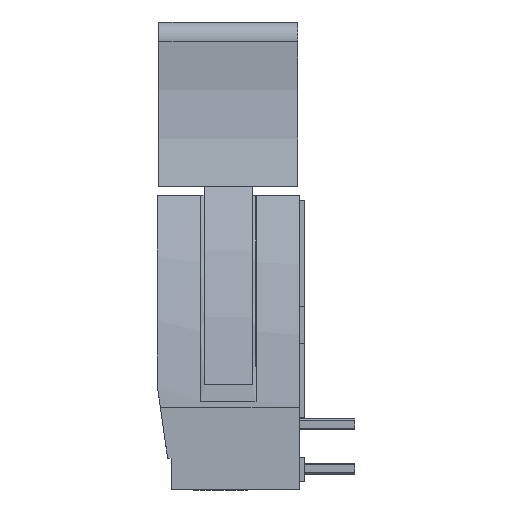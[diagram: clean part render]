
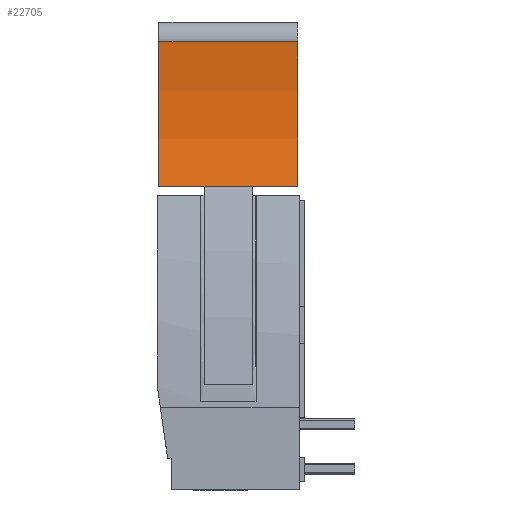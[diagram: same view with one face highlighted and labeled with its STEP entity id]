
A CAD part, left-side view. The second image highlights one B-rep face of the part: STEP entity #22705.
In plain terms, the highlighted cylindrical face has radius 20 mm (diameter 40 mm), a partial arc.
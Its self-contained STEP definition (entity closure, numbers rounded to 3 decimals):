
#1536=FACE_OUTER_BOUND('',#2374,.T.);
#2374=EDGE_LOOP('',(#19948,#19949,#19950,#19951));
#3110=CIRCLE('',#25121,20.);
#3111=CIRCLE('',#25122,20.);
#4364=LINE('',#34252,#8144);
#4365=LINE('',#34256,#8145);
#8144=VECTOR('',#27566,2.6);
#8145=VECTOR('',#27569,8.);
#12064=VERTEX_POINT('',#34250);
#12065=VERTEX_POINT('',#34251);
#12066=VERTEX_POINT('',#34253);
#12067=VERTEX_POINT('',#34255);
#16006=EDGE_CURVE('',#12064,#12065,#4364,.T.);
#16007=EDGE_CURVE('',#12065,#12066,#3110,.T.);
#16008=EDGE_CURVE('',#12066,#12067,#4365,.T.);
#16009=EDGE_CURVE('',#12067,#12064,#3111,.T.);
#19948=ORIENTED_EDGE('',*,*,#16006,.T.);
#19949=ORIENTED_EDGE('',*,*,#16007,.T.);
#19950=ORIENTED_EDGE('',*,*,#16008,.T.);
#19951=ORIENTED_EDGE('',*,*,#16009,.T.);
#22545=CYLINDRICAL_SURFACE('',#25120,20.);
#22705=ADVANCED_FACE('',(#1536),#22545,.T.);
#25120=AXIS2_PLACEMENT_3D('',#34249,#27564,#27565);
#25121=AXIS2_PLACEMENT_3D('',#34254,#27567,#27568);
#25122=AXIS2_PLACEMENT_3D('',#34257,#27570,#27571);
#27564=DIRECTION('center_axis',(0.,-1.,0.));
#27565=DIRECTION('ref_axis',(0.,0.,-1.));
#27566=DIRECTION('',(0.,1.,0.));
#27567=DIRECTION('center_axis',(0.,-1.,0.));
#27568=DIRECTION('ref_axis',(0.961,0.,-0.275));
#27569=DIRECTION('',(0.,-1.,0.));
#27570=DIRECTION('center_axis',(0.,1.,0.));
#27571=DIRECTION('ref_axis',(0.99,0.,0.143));
#34249=CARTESIAN_POINT('Origin',(-51.63,4.4,9.5));
#34250=CARTESIAN_POINT('',(-32.401,0.4,4.));
#34251=CARTESIAN_POINT('',(-32.401,8.4,4.));
#34252=CARTESIAN_POINT('',(-32.401,0.4,4.));
#34253=CARTESIAN_POINT('',(-31.835,8.4,12.357));
#34254=CARTESIAN_POINT('Origin',(-51.63,8.4,9.5));
#34255=CARTESIAN_POINT('',(-31.835,0.4,12.357));
#34256=CARTESIAN_POINT('',(-31.835,0.4,12.357));
#34257=CARTESIAN_POINT('Origin',(-51.63,0.4,9.5));
